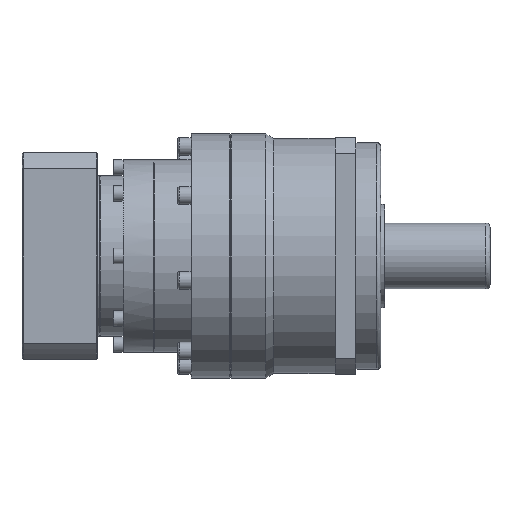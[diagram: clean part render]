
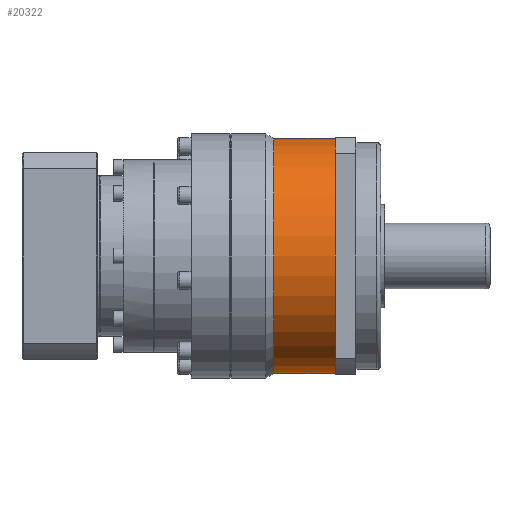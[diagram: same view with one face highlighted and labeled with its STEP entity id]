
A CAD part, front view. The second image highlights one B-rep face of the part: STEP entity #20322.
In plain terms, the highlighted cylindrical face has radius 57 mm (diameter 114 mm), a partial arc.
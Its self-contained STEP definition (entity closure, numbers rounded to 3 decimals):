
#29 = CARTESIAN_POINT ( 'NONE',  ( -75., 0., 57. ) ) ;
#2369 = VERTEX_POINT ( 'NONE', #11133 ) ;
#2934 = DIRECTION ( 'NONE',  ( -1., 0., 0. ) ) ;
#3708 = CIRCLE ( 'NONE', #17876, 57. ) ;
#3979 = VECTOR ( 'NONE', #16251, 1000. ) ;
#4089 = CARTESIAN_POINT ( 'NONE',  ( -75., 0., 0. ) ) ;
#4715 = CARTESIAN_POINT ( 'NONE',  ( -90., 0., 57. ) ) ;
#4902 = DIRECTION ( 'NONE',  ( -1., 0., 0. ) ) ;
#5948 = DIRECTION ( 'NONE',  ( 0., 0., 1. ) ) ;
#7688 = CIRCLE ( 'NONE', #23920, 57. ) ;
#8022 = VECTOR ( 'NONE', #2934, 1000. ) ;
#8877 = LINE ( 'NONE', #12467, #3979 ) ;
#9138 = EDGE_CURVE ( 'NONE', #13776, #21367, #17971, .T. ) ;
#9888 = DIRECTION ( 'NONE',  ( 1., 0., 0. ) ) ;
#10199 = FACE_OUTER_BOUND ( 'NONE', #12991, .T. ) ;
#10446 = CARTESIAN_POINT ( 'NONE',  ( -90., 0., 0. ) ) ;
#11133 = CARTESIAN_POINT ( 'NONE',  ( -105., 0., -57. ) ) ;
#12089 = CARTESIAN_POINT ( 'NONE',  ( -105., 0., 57. ) ) ;
#12467 = CARTESIAN_POINT ( 'NONE',  ( -90., 0., -57. ) ) ;
#12991 = EDGE_LOOP ( 'NONE', ( #16807, #18397, #22514, #24052 ) ) ;
#13483 = EDGE_CURVE ( 'NONE', #22950, #13776, #3708, .T. ) ;
#13754 = CARTESIAN_POINT ( 'NONE',  ( -75., 0., -57. ) ) ;
#13776 = VERTEX_POINT ( 'NONE', #29 ) ;
#13945 = EDGE_CURVE ( 'NONE', #21367, #2369, #7688, .T. ) ;
#16251 = DIRECTION ( 'NONE',  ( -1., 0., 0. ) ) ;
#16807 = ORIENTED_EDGE ( 'NONE', *, *, #17907, .F. ) ;
#17048 = DIRECTION ( 'NONE',  ( -1., 0., 0. ) ) ;
#17876 = AXIS2_PLACEMENT_3D ( 'NONE', #4089, #17048, #5948 ) ;
#17907 = EDGE_CURVE ( 'NONE', #22950, #2369, #8877, .T. ) ;
#17971 = LINE ( 'NONE', #4715, #8022 ) ;
#18397 = ORIENTED_EDGE ( 'NONE', *, *, #13483, .T. ) ;
#19221 = AXIS2_PLACEMENT_3D ( 'NONE', #10446, #4902, #21753 ) ;
#20322 = ADVANCED_FACE ( 'NONE', ( #10199 ), #22780, .T. ) ;
#21141 = CARTESIAN_POINT ( 'NONE',  ( -105., 0., 0. ) ) ;
#21367 = VERTEX_POINT ( 'NONE', #12089 ) ;
#21753 = DIRECTION ( 'NONE',  ( 0., 0., 1. ) ) ;
#22514 = ORIENTED_EDGE ( 'NONE', *, *, #9138, .T. ) ;
#22780 = CYLINDRICAL_SURFACE ( 'NONE', #19221, 57. ) ;
#22950 = VERTEX_POINT ( 'NONE', #13754 ) ;
#22968 = DIRECTION ( 'NONE',  ( 0., 0., 1. ) ) ;
#23920 = AXIS2_PLACEMENT_3D ( 'NONE', #21141, #9888, #22968 ) ;
#24052 = ORIENTED_EDGE ( 'NONE', *, *, #13945, .T. ) ;
